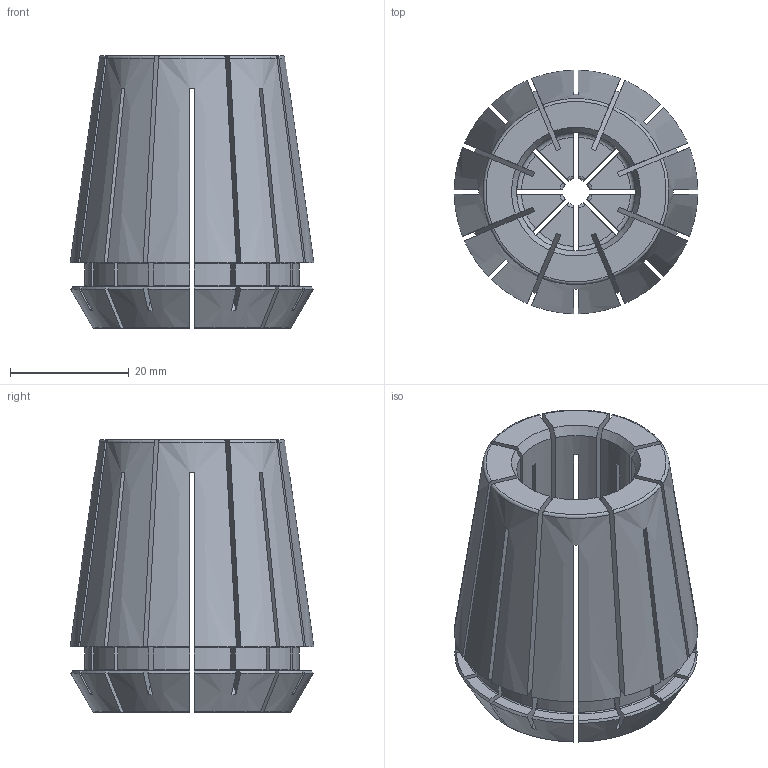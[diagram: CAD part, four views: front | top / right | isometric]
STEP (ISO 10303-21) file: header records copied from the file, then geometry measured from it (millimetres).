
FILE_DESCRIPTION(/* description */ (''),/* implementation_level */ '2;1');
FILE_NAME(/* name */ '114004501.stp',/* time_stamp */ '2021-01-08T13:00:52',/* author */ ('LRA'),/* organization */ ('REGO-FIX'),/* preprocessor_version */ ' Unknown',/* originating_system */ 'SIEMENS PLM Software Solid Edge ST10',/* authorization */ 'Unknown');
FILE_SCHEMA (('AUTOMOTIVE_DESIGN { 1 0 10303 214 2 1 1}'));
Length unit declared in the file: millimetre
Products named in the file (1): NOCUT
Bounding box: 41.09 x 41.09 x 46 mm (x, y, z)
Volume: 34927.3 mm3; surface area: 21238.9 mm2
Topology: 1 solids, 1 shells, 272 faces, 808 edges, 536 vertices
Faces by surface type: plane 104, torus 80, cylinder 48, cone 40
Entity records: 9548 total; most frequent: CARTESIAN_POINT 2420, ORIENTED_EDGE 1616, DIRECTION 1392, EDGE_CURVE 808, AXIS2_PLACEMENT_3D 548, VERTEX_POINT 536, LINE 296, VECTOR 296
